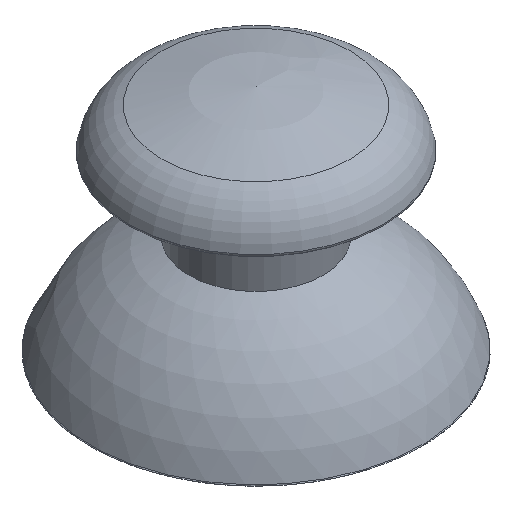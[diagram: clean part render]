
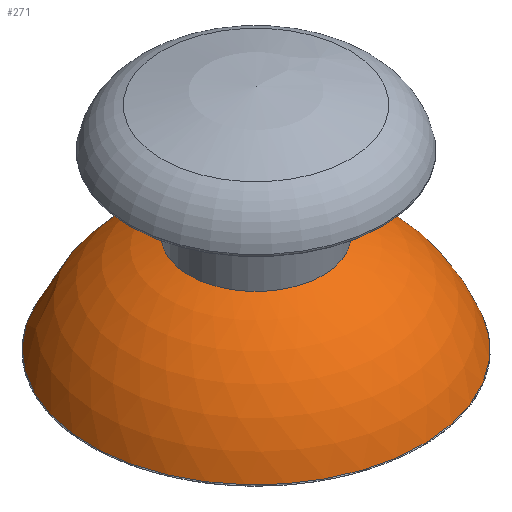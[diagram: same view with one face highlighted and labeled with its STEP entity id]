
A CAD part, isometric view. The second image highlights one B-rep face of the part: STEP entity #271.
In plain terms, the highlighted face is a revolution surface.
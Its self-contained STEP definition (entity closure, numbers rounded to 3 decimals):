
#82 = VERTEX_POINT('',#83);
#83 = CARTESIAN_POINT('',(12.954,0.,4.133));
#89 = EDGE_CURVE('',#82,#82,#90,.T.);
#90 = ( BOUNDED_CURVE() B_SPLINE_CURVE(10,(#91,#92,#93,#94,#95,#96,#97,
    #98,#99,#100,#101,#102,#103,#104,#105,#106,#107,#108,#109,#110),
.UNSPECIFIED.,.T.,.F.) B_SPLINE_CURVE_WITH_KNOTS((11,9,11),(0.,
40.841,81.681),.UNSPECIFIED.) CURVE() 
GEOMETRIC_REPRESENTATION_ITEM() RATIONAL_B_SPLINE_CURVE((1.,1.,1.,1.,1.,
1.,1.,1.,1.,1.,1.,1.,1.,1.,1.,1.,1.,1.,1.,1.)) REPRESENTATION_ITEM('') 
  );
#91 = CARTESIAN_POINT('',(12.954,0.,4.133));
#92 = CARTESIAN_POINT('',(12.954,-4.011,4.133
    ));
#93 = CARTESIAN_POINT('',(11.574,-8.082,4.133)
  );
#94 = CARTESIAN_POINT('',(8.745,-11.644,4.133)
  );
#95 = CARTESIAN_POINT('',(4.69,-14.07,4.133)
  );
#96 = CARTESIAN_POINT('',(-0.003,-14.896,
    4.133));
#97 = CARTESIAN_POINT('',(-4.679,-14.05,4.133
    ));
#98 = CARTESIAN_POINT('',(-8.693,-11.65,4.133
    ));
#99 = CARTESIAN_POINT('',(-11.533,-8.139,4.133
    ));
#100 = CARTESIAN_POINT('',(-12.954,-4.07,
    4.133));
#101 = CARTESIAN_POINT('',(-12.954,4.07,4.133
    ));
#102 = CARTESIAN_POINT('',(-11.533,8.139,4.133
    ));
#103 = CARTESIAN_POINT('',(-8.693,11.65,
    4.133));
#104 = CARTESIAN_POINT('',(-4.679,14.05,
    4.133));
#105 = CARTESIAN_POINT('',(-0.003,14.896,
    4.133));
#106 = CARTESIAN_POINT('',(4.69,14.07,4.133
    ));
#107 = CARTESIAN_POINT('',(8.745,11.644,4.133
    ));
#108 = CARTESIAN_POINT('',(11.574,8.082,4.133)
  );
#109 = CARTESIAN_POINT('',(12.954,4.011,4.133)
  );
#110 = CARTESIAN_POINT('',(12.954,0.,4.133));
#271 = ADVANCED_FACE('',(#272),#292,.F.);
#272 = FACE_BOUND('',#273,.F.);
#273 = EDGE_LOOP('',(#274,#283,#284,#285));
#274 = ORIENTED_EDGE('',*,*,#275,.F.);
#275 = EDGE_CURVE('',#82,#276,#278,.T.);
#276 = VERTEX_POINT('',#277);
#277 = CARTESIAN_POINT('',(5.25,0.,11.8));
#278 = CIRCLE('',#279,12.484);
#279 = AXIS2_PLACEMENT_3D('',#280,#281,#282);
#280 = CARTESIAN_POINT('',(1.174,0.,0.));
#281 = DIRECTION('',(0.,-1.,0.));
#282 = DIRECTION('',(1.,0.,0.));
#283 = ORIENTED_EDGE('',*,*,#89,.T.);
#284 = ORIENTED_EDGE('',*,*,#275,.T.);
#285 = ORIENTED_EDGE('',*,*,#286,.F.);
#286 = EDGE_CURVE('',#276,#276,#287,.T.);
#287 = CIRCLE('',#288,5.25);
#288 = AXIS2_PLACEMENT_3D('',#289,#290,#291);
#289 = CARTESIAN_POINT('',(0.,0.,11.8));
#290 = DIRECTION('',(0.,0.,-1.));
#291 = DIRECTION('',(1.,0.,0.));
#292 = SURFACE_OF_REVOLUTION('',#293,#298);
#293 = CIRCLE('',#294,12.484);
#294 = AXIS2_PLACEMENT_3D('',#295,#296,#297);
#295 = CARTESIAN_POINT('',(1.174,0.,0.));
#296 = DIRECTION('',(0.,-1.,0.));
#297 = DIRECTION('',(1.,0.,0.));
#298 = AXIS1_PLACEMENT('',#299,#300);
#299 = CARTESIAN_POINT('',(0.,0.,0.));
#300 = DIRECTION('',(0.,0.,-1.));
